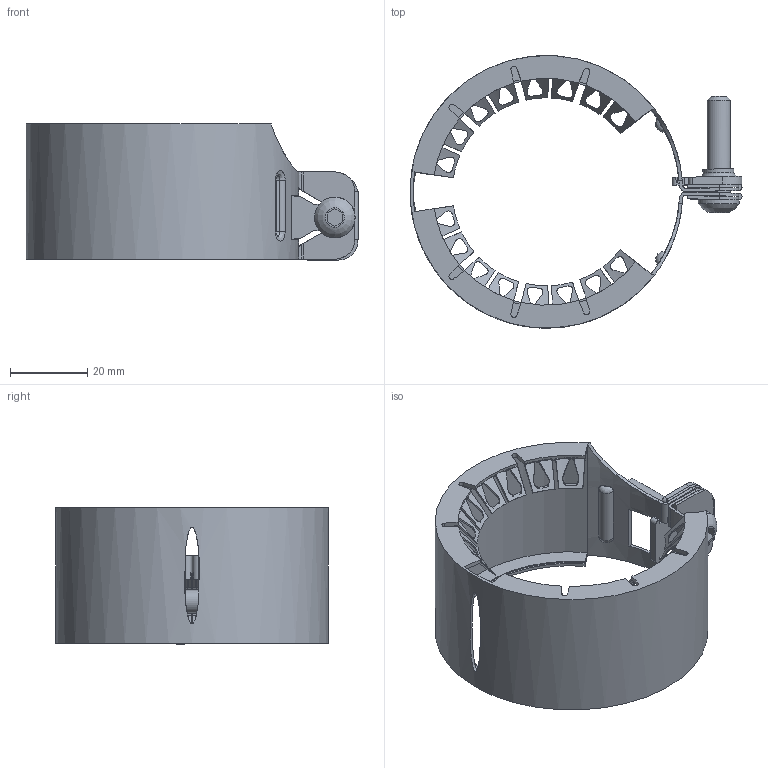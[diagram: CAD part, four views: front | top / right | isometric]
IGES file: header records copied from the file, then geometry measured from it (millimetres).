
Global section: file name: 390203; native system: Autodesk Inventor 2014; preprocessor: unknown; author: seihe2; date: 20160331.112853; units: millimetre
Bounding box: 85.7 x 70.38 x 35.15 mm (x, y, z)
Volume: 10891.3 mm3; surface area: 32028.9 mm2
Topology: 1 solids, 1 shells, 361 faces, 1073 edges, 694 vertices
Faces by surface type: plane 195, revolution 118, cylinder 34, cone 9, bspline 5
Full cylindrical faces by diameter (mm): 6 x1, 8 x1, 10.5 x1
